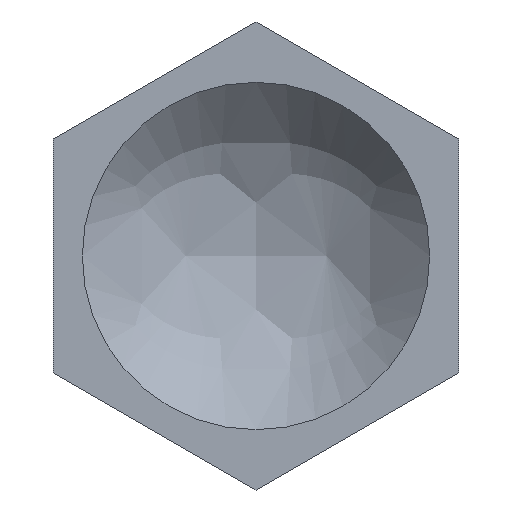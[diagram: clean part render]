
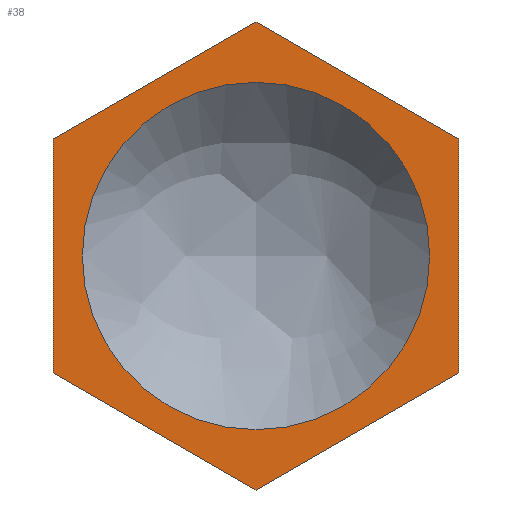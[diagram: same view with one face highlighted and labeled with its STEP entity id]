
A CAD part, front view. The second image highlights one B-rep face of the part: STEP entity #38.
In plain terms, the highlighted planar face has unit normal (0, -1, 0).
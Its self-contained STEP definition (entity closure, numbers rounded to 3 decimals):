
#9 = VERTEX_POINT ( 'NONE', #328 ) ;
#10 = CARTESIAN_POINT ( 'NONE',  ( 0., 14.5, -8.083 ) ) ;
#15 = CARTESIAN_POINT ( 'NONE',  ( 7., 14.5, 4.041 ) ) ;
#21 = CARTESIAN_POINT ( 'NONE',  ( 7., 14.5, -4.041 ) ) ;
#36 = ORIENTED_EDGE ( 'NONE', *, *, #337, .T. ) ;
#38 = ADVANCED_FACE ( 'NONE', ( #119, #490 ), #595, .F. ) ;
#44 = EDGE_CURVE ( 'NONE', #164, #572, #522, .T. ) ;
#52 = CARTESIAN_POINT ( 'NONE',  ( 0., 14.5, 8.083 ) ) ;
#54 = VECTOR ( 'NONE', #426, 1000. ) ;
#63 = CARTESIAN_POINT ( 'NONE',  ( -7., 14.5, 4.041 ) ) ;
#66 = EDGE_CURVE ( 'NONE', #572, #164, #207, .T. ) ;
#74 = VERTEX_POINT ( 'NONE', #52 ) ;
#87 = EDGE_LOOP ( 'NONE', ( #499, #204 ) ) ;
#92 = EDGE_CURVE ( 'NONE', #454, #74, #433, .T. ) ;
#93 = VERTEX_POINT ( 'NONE', #348 ) ;
#98 = DIRECTION ( 'NONE',  ( 0., -1., 0. ) ) ;
#116 = EDGE_CURVE ( 'NONE', #93, #532, #234, .T. ) ;
#119 = FACE_BOUND ( 'NONE', #87, .T. ) ;
#129 = VECTOR ( 'NONE', #198, 1000. ) ;
#144 = CARTESIAN_POINT ( 'NONE',  ( -7., 14.5, -4.041 ) ) ;
#146 = DIRECTION ( 'NONE',  ( 0., -1., 0. ) ) ;
#148 = LINE ( 'NONE', #21, #54 ) ;
#164 = VERTEX_POINT ( 'NONE', #407 ) ;
#184 = CARTESIAN_POINT ( 'NONE',  ( 0., 14.5, 0. ) ) ;
#198 = DIRECTION ( 'NONE',  ( 0., 0., -1. ) ) ;
#204 = ORIENTED_EDGE ( 'NONE', *, *, #66, .F. ) ;
#207 = CIRCLE ( 'NONE', #394, 6. ) ;
#224 = EDGE_CURVE ( 'NONE', #532, #9, #610, .T. ) ;
#230 = CARTESIAN_POINT ( 'NONE',  ( 0., 14.5, 0. ) ) ;
#234 = LINE ( 'NONE', #144, #565 ) ;
#271 = VECTOR ( 'NONE', #470, 1000. ) ;
#283 = AXIS2_PLACEMENT_3D ( 'NONE', #184, #607, #290 ) ;
#288 = CARTESIAN_POINT ( 'NONE',  ( 7., 14.5, 4.041 ) ) ;
#290 = DIRECTION ( 'NONE',  ( 0., 0., 1. ) ) ;
#328 = CARTESIAN_POINT ( 'NONE',  ( 7., 14.5, -4.041 ) ) ;
#337 = EDGE_CURVE ( 'NONE', #74, #529, #508, .T. ) ;
#339 = LINE ( 'NONE', #63, #129 ) ;
#348 = CARTESIAN_POINT ( 'NONE',  ( -7., 14.5, -4.041 ) ) ;
#361 = AXIS2_PLACEMENT_3D ( 'NONE', #230, #98, #396 ) ;
#365 = VECTOR ( 'NONE', #547, 1000. ) ;
#367 = VECTOR ( 'NONE', #579, 1000. ) ;
#373 = ORIENTED_EDGE ( 'NONE', *, *, #386, .T. ) ;
#386 = EDGE_CURVE ( 'NONE', #9, #454, #148, .T. ) ;
#392 = ORIENTED_EDGE ( 'NONE', *, *, #116, .T. ) ;
#394 = AXIS2_PLACEMENT_3D ( 'NONE', #654, #146, #551 ) ;
#396 = DIRECTION ( 'NONE',  ( 0., 0., 1. ) ) ;
#407 = CARTESIAN_POINT ( 'NONE',  ( 0., 14.5, 6. ) ) ;
#426 = DIRECTION ( 'NONE',  ( 0., 0., 1. ) ) ;
#433 = LINE ( 'NONE', #288, #365 ) ;
#442 = ORIENTED_EDGE ( 'NONE', *, *, #224, .T. ) ;
#443 = ORIENTED_EDGE ( 'NONE', *, *, #92, .T. ) ;
#454 = VERTEX_POINT ( 'NONE', #15 ) ;
#465 = CARTESIAN_POINT ( 'NONE',  ( 0., 14.5, -8.083 ) ) ;
#468 = ORIENTED_EDGE ( 'NONE', *, *, #619, .T. ) ;
#470 = DIRECTION ( 'NONE',  ( 0.866, 0., 0.5 ) ) ;
#472 = CARTESIAN_POINT ( 'NONE',  ( -7., 14.5, 4.041 ) ) ;
#490 = FACE_OUTER_BOUND ( 'NONE', #630, .T. ) ;
#499 = ORIENTED_EDGE ( 'NONE', *, *, #44, .F. ) ;
#508 = LINE ( 'NONE', #632, #367 ) ;
#522 = CIRCLE ( 'NONE', #361, 6. ) ;
#529 = VERTEX_POINT ( 'NONE', #472 ) ;
#532 = VERTEX_POINT ( 'NONE', #465 ) ;
#547 = DIRECTION ( 'NONE',  ( -0.866, 0., 0.5 ) ) ;
#551 = DIRECTION ( 'NONE',  ( 0., 0., 1. ) ) ;
#561 = CARTESIAN_POINT ( 'NONE',  ( 0., 14.5, -6. ) ) ;
#565 = VECTOR ( 'NONE', #605, 1000. ) ;
#572 = VERTEX_POINT ( 'NONE', #561 ) ;
#579 = DIRECTION ( 'NONE',  ( -0.866, 0., -0.5 ) ) ;
#595 = PLANE ( 'NONE',  #283 ) ;
#605 = DIRECTION ( 'NONE',  ( 0.866, 0., -0.5 ) ) ;
#607 = DIRECTION ( 'NONE',  ( 0., 1., 0. ) ) ;
#610 = LINE ( 'NONE', #10, #271 ) ;
#619 = EDGE_CURVE ( 'NONE', #529, #93, #339, .T. ) ;
#630 = EDGE_LOOP ( 'NONE', ( #392, #442, #373, #443, #36, #468 ) ) ;
#632 = CARTESIAN_POINT ( 'NONE',  ( 0., 14.5, 8.083 ) ) ;
#654 = CARTESIAN_POINT ( 'NONE',  ( 0., 14.5, 0. ) ) ;
